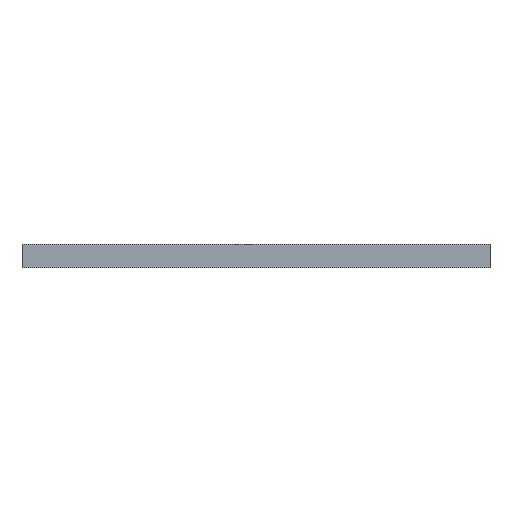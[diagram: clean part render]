
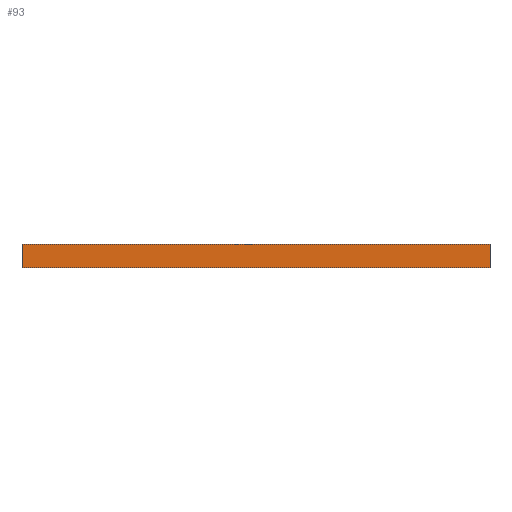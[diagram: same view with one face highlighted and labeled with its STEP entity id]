
A CAD part, front view. The second image highlights one B-rep face of the part: STEP entity #93.
In plain terms, the highlighted planar face has unit normal (0, -1, 0).
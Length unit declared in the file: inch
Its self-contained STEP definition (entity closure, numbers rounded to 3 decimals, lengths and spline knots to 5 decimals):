
#93 = ADVANCED_FACE ( 'NONE', ( #7885 ), #5718, .T. ) ;
#200 = DIRECTION ( 'NONE',  ( 0., 0., 1. ) ) ;
#220 = EDGE_LOOP ( 'NONE', ( #8291, #4409, #6621, #8203 ) ) ;
#989 = LINE ( 'NONE', #1893, #9889 ) ;
#1591 = LINE ( 'NONE', #5209, #10091 ) ;
#1856 = DIRECTION ( 'NONE',  ( 0., 0., 1. ) ) ;
#1893 = CARTESIAN_POINT ( 'NONE',  ( -0.59055, -0.59055, 0. ) ) ;
#2128 = LINE ( 'NONE', #5029, #5207 ) ;
#2645 = DIRECTION ( 'NONE',  ( 1., 0., 0. ) ) ;
#2858 = AXIS2_PLACEMENT_3D ( 'NONE', #8134, #7301, #9717 ) ;
#2875 = VERTEX_POINT ( 'NONE', #4289 ) ;
#4031 = VECTOR ( 'NONE', #5125, 39.37008 ) ;
#4289 = CARTESIAN_POINT ( 'NONE',  ( -0.59055, -0.59055, -0.03937 ) ) ;
#4409 = ORIENTED_EDGE ( 'NONE', *, *, #9863, .T. ) ;
#4480 = CARTESIAN_POINT ( 'NONE',  ( 0.59055, -0.59055, -0.03937 ) ) ;
#5029 = CARTESIAN_POINT ( 'NONE',  ( -0.59055, -0.59055, 0.01969 ) ) ;
#5125 = DIRECTION ( 'NONE',  ( 1., 0., 0. ) ) ;
#5207 = VECTOR ( 'NONE', #2645, 39.37008 ) ;
#5209 = CARTESIAN_POINT ( 'NONE',  ( 0.59055, -0.59055, 0. ) ) ;
#5671 = VERTEX_POINT ( 'NONE', #8349 ) ;
#5718 = PLANE ( 'NONE',  #2858 ) ;
#6558 = EDGE_CURVE ( 'NONE', #2875, #7864, #989, .T. ) ;
#6612 = CARTESIAN_POINT ( 'NONE',  ( -0.59055, -0.59055, -0.03937 ) ) ;
#6621 = ORIENTED_EDGE ( 'NONE', *, *, #9374, .T. ) ;
#7301 = DIRECTION ( 'NONE',  ( 0., -1., 0. ) ) ;
#7784 = CARTESIAN_POINT ( 'NONE',  ( -0.59055, -0.59055, 0.01969 ) ) ;
#7864 = VERTEX_POINT ( 'NONE', #7784 ) ;
#7885 = FACE_OUTER_BOUND ( 'NONE', #220, .T. ) ;
#8134 = CARTESIAN_POINT ( 'NONE',  ( -0.59055, -0.59055, 0. ) ) ;
#8203 = ORIENTED_EDGE ( 'NONE', *, *, #8527, .F. ) ;
#8291 = ORIENTED_EDGE ( 'NONE', *, *, #6558, .F. ) ;
#8349 = CARTESIAN_POINT ( 'NONE',  ( 0.59055, -0.59055, 0.01969 ) ) ;
#8527 = EDGE_CURVE ( 'NONE', #7864, #5671, #2128, .T. ) ;
#9035 = LINE ( 'NONE', #6612, #4031 ) ;
#9374 = EDGE_CURVE ( 'NONE', #9941, #5671, #1591, .T. ) ;
#9717 = DIRECTION ( 'NONE',  ( 1., 0., 0. ) ) ;
#9863 = EDGE_CURVE ( 'NONE', #2875, #9941, #9035, .T. ) ;
#9889 = VECTOR ( 'NONE', #1856, 39.37008 ) ;
#9941 = VERTEX_POINT ( 'NONE', #4480 ) ;
#10091 = VECTOR ( 'NONE', #200, 39.37008 ) ;
